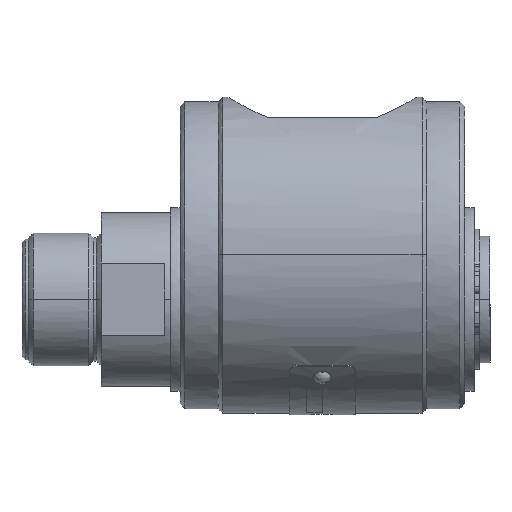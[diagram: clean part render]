
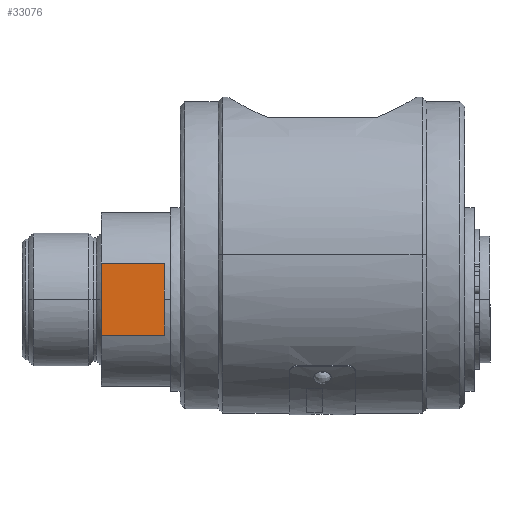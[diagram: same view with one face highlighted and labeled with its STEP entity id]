
A CAD part, top view. The second image highlights one B-rep face of the part: STEP entity #33076.
In plain terms, the highlighted planar face has unit normal (0, 0, -1).
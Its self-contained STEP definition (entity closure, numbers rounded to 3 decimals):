
#565 = CARTESIAN_POINT ( 'NONE',  ( -5., -2.544, 25. ) ) ;
#754 = LINE ( 'NONE', #5507, #3673 ) ;
#1694 = CARTESIAN_POINT ( 'NONE',  ( -25., -2.544, 25. ) ) ;
#2809 = VERTEX_POINT ( 'NONE', #565 ) ;
#3673 = VECTOR ( 'NONE', #11420, 1000. ) ;
#3949 = EDGE_CURVE ( 'NONE', #2809, #14416, #26328, .T. ) ;
#4399 = EDGE_CURVE ( 'NONE', #30906, #25514, #37479, .T. ) ;
#4705 = EDGE_CURVE ( 'NONE', #2809, #30906, #754, .T. ) ;
#5507 = CARTESIAN_POINT ( 'NONE',  ( -14., -2.544, 25. ) ) ;
#5969 = FACE_OUTER_BOUND ( 'NONE', #18229, .T. ) ;
#6618 = AXIS2_PLACEMENT_3D ( 'NONE', #39024, #29593, #14473 ) ;
#7130 = CARTESIAN_POINT ( 'NONE',  ( -5., -25.456, 25. ) ) ;
#8121 = CARTESIAN_POINT ( 'NONE',  ( -25., -25.456, 25. ) ) ;
#8310 = EDGE_CURVE ( 'NONE', #25514, #14416, #12362, .T. ) ;
#10667 = DIRECTION ( 'NONE',  ( 0., -1., 0. ) ) ;
#11051 = ORIENTED_EDGE ( 'NONE', *, *, #8310, .F. ) ;
#11420 = DIRECTION ( 'NONE',  ( -1., 0., 0. ) ) ;
#12362 = LINE ( 'NONE', #19982, #30204 ) ;
#14416 = VERTEX_POINT ( 'NONE', #7130 ) ;
#14473 = DIRECTION ( 'NONE',  ( 0., -1., 0. ) ) ;
#17074 = CARTESIAN_POINT ( 'NONE',  ( -5., -14., 25. ) ) ;
#17563 = PLANE ( 'NONE',  #6618 ) ;
#18229 = EDGE_LOOP ( 'NONE', ( #11051, #22592, #27855, #32774 ) ) ;
#19982 = CARTESIAN_POINT ( 'NONE',  ( -14., -25.456, 25. ) ) ;
#22592 = ORIENTED_EDGE ( 'NONE', *, *, #4399, .F. ) ;
#25514 = VERTEX_POINT ( 'NONE', #8121 ) ;
#26328 = LINE ( 'NONE', #17074, #28309 ) ;
#27855 = ORIENTED_EDGE ( 'NONE', *, *, #4705, .F. ) ;
#28134 = DIRECTION ( 'NONE',  ( 0., -1., 0. ) ) ;
#28309 = VECTOR ( 'NONE', #28134, 1000. ) ;
#29593 = DIRECTION ( 'NONE',  ( 0., 0., -1. ) ) ;
#30204 = VECTOR ( 'NONE', #38477, 1000. ) ;
#30906 = VERTEX_POINT ( 'NONE', #1694 ) ;
#31656 = VECTOR ( 'NONE', #10667, 1000. ) ;
#32774 = ORIENTED_EDGE ( 'NONE', *, *, #3949, .T. ) ;
#33076 = ADVANCED_FACE ( 'NONE', ( #5969 ), #17563, .T. ) ;
#37430 = CARTESIAN_POINT ( 'NONE',  ( -25., -14., 25. ) ) ;
#37479 = LINE ( 'NONE', #37430, #31656 ) ;
#38477 = DIRECTION ( 'NONE',  ( 1., 0., 0. ) ) ;
#39024 = CARTESIAN_POINT ( 'NONE',  ( -4.6, -2.085, 25. ) ) ;
